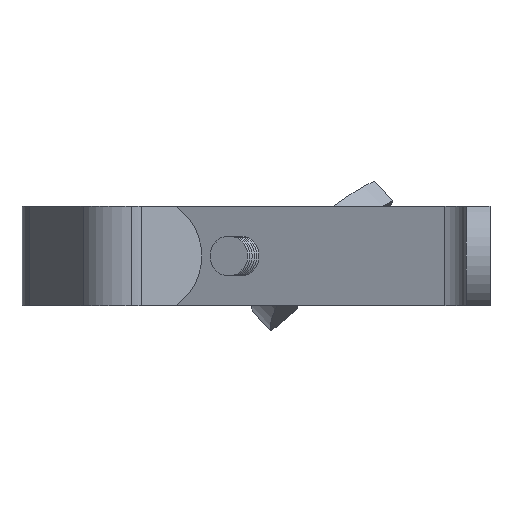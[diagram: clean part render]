
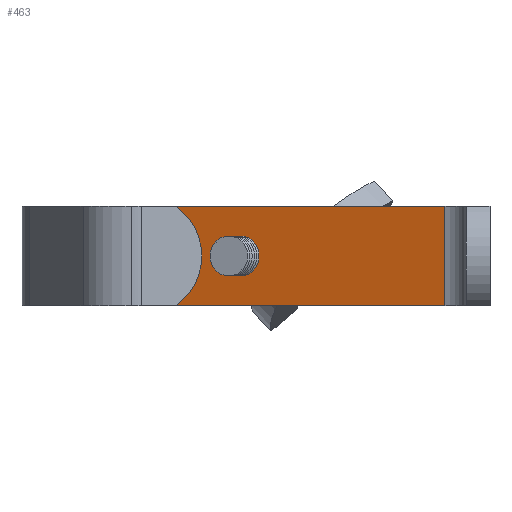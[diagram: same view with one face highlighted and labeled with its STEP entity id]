
A CAD part, left-side view. The second image highlights one B-rep face of the part: STEP entity #463.
In plain terms, the highlighted planar face has unit normal (-0.94, 0.342, 0).
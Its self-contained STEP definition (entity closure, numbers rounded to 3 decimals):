
#32 = DIRECTION ( 'NONE',  ( -0.94, 0.342, 0. ) ) ;
#463 = ADVANCED_FACE ( 'NONE', ( #13454, #1307 ), #12928, .T. ) ;
#624 = CARTESIAN_POINT ( 'NONE',  ( 20.521, 56.382, 0. ) ) ;
#787 = VECTOR ( 'NONE', #7604, 1000. ) ;
#1133 = DIRECTION ( 'NONE',  ( -0.342, -0.94, 0. ) ) ;
#1156 = CARTESIAN_POINT ( 'NONE',  ( 1.916, 5.264, 12.5 ) ) ;
#1307 = FACE_OUTER_BOUND ( 'NONE', #14932, .T. ) ;
#1508 = CARTESIAN_POINT ( 'NONE',  ( 0., 0., 12.5 ) ) ;
#2095 = LINE ( 'NONE', #9412, #8781 ) ;
#2331 = CARTESIAN_POINT ( 'NONE',  ( 21.975, 60.375, 0. ) ) ;
#2712 = CARTESIAN_POINT ( 'NONE',  ( 27.156, 74.61, -12.5 ) ) ;
#3102 = EDGE_CURVE ( 'NONE', #8354, #10018, #15755, .T. ) ;
#3608 = CARTESIAN_POINT ( 'NONE',  ( 27.156, 74.61, 12.5 ) ) ;
#4380 = EDGE_CURVE ( 'NONE', #13593, #10018, #8822, .T. ) ;
#4615 = LINE ( 'NONE', #11118, #787 ) ;
#5238 = ORIENTED_EDGE ( 'NONE', *, *, #11768, .T. ) ;
#5534 = CIRCLE ( 'NONE', #7577, 4.25 ) ;
#5572 = ORIENTED_EDGE ( 'NONE', *, *, #3102, .T. ) ;
#6227 = AXIS2_PLACEMENT_3D ( 'NONE', #8807, #7335, #1133 ) ;
#7335 = DIRECTION ( 'NONE',  ( 0.94, -0.342, 0. ) ) ;
#7402 = DIRECTION ( 'NONE',  ( 0., 0., -1. ) ) ;
#7577 = AXIS2_PLACEMENT_3D ( 'NONE', #624, #13603, #9618 ) ;
#7604 = DIRECTION ( 'NONE',  ( 0., 0., 1. ) ) ;
#7979 = ORIENTED_EDGE ( 'NONE', *, *, #10305, .T. ) ;
#8054 = ORIENTED_EDGE ( 'NONE', *, *, #14328, .T. ) ;
#8354 = VERTEX_POINT ( 'NONE', #9725 ) ;
#8737 = ORIENTED_EDGE ( 'NONE', *, *, #16764, .T. ) ;
#8781 = VECTOR ( 'NONE', #12033, 1000. ) ;
#8807 = CARTESIAN_POINT ( 'NONE',  ( 20.521, 56.382, 0. ) ) ;
#8822 = LINE ( 'NONE', #13546, #11052 ) ;
#8985 = AXIS2_PLACEMENT_3D ( 'NONE', #1508, #32, #9085 ) ;
#9085 = DIRECTION ( 'NONE',  ( -0.342, -0.94, 0. ) ) ;
#9412 = CARTESIAN_POINT ( 'NONE',  ( 0., 0., 12.5 ) ) ;
#9524 = EDGE_LOOP ( 'NONE', ( #8737, #5238 ) ) ;
#9618 = DIRECTION ( 'NONE',  ( -0.342, -0.94, 0. ) ) ;
#9725 = CARTESIAN_POINT ( 'NONE',  ( 27.156, 74.61, 12.5 ) ) ;
#10018 = VERTEX_POINT ( 'NONE', #2712 ) ;
#10078 = VECTOR ( 'NONE', #7402, 1000. ) ;
#10305 = EDGE_CURVE ( 'NONE', #15033, #8354, #2095, .T. ) ;
#11052 = VECTOR ( 'NONE', #14813, 1000. ) ;
#11094 = CARTESIAN_POINT ( 'NONE',  ( 1.916, 5.264, -12.5 ) ) ;
#11118 = CARTESIAN_POINT ( 'NONE',  ( 1.916, 5.264, -12.5 ) ) ;
#11420 = ORIENTED_EDGE ( 'NONE', *, *, #4380, .F. ) ;
#11768 = EDGE_CURVE ( 'NONE', #15004, #14243, #14935, .T. ) ;
#12033 = DIRECTION ( 'NONE',  ( 0.342, 0.94, 0. ) ) ;
#12928 = PLANE ( 'NONE',  #8985 ) ;
#13192 = CARTESIAN_POINT ( 'NONE',  ( 19.068, 52.388, 0. ) ) ;
#13454 = FACE_BOUND ( 'NONE', #9524, .T. ) ;
#13546 = CARTESIAN_POINT ( 'NONE',  ( 0., 0., -12.5 ) ) ;
#13593 = VERTEX_POINT ( 'NONE', #11094 ) ;
#13603 = DIRECTION ( 'NONE',  ( 0.94, -0.342, 0. ) ) ;
#14243 = VERTEX_POINT ( 'NONE', #2331 ) ;
#14328 = EDGE_CURVE ( 'NONE', #13593, #15033, #4615, .T. ) ;
#14813 = DIRECTION ( 'NONE',  ( 0.342, 0.94, 0. ) ) ;
#14932 = EDGE_LOOP ( 'NONE', ( #11420, #8054, #7979, #5572 ) ) ;
#14935 = CIRCLE ( 'NONE', #6227, 4.25 ) ;
#15004 = VERTEX_POINT ( 'NONE', #13192 ) ;
#15033 = VERTEX_POINT ( 'NONE', #1156 ) ;
#15755 = LINE ( 'NONE', #3608, #10078 ) ;
#16764 = EDGE_CURVE ( 'NONE', #14243, #15004, #5534, .T. ) ;
